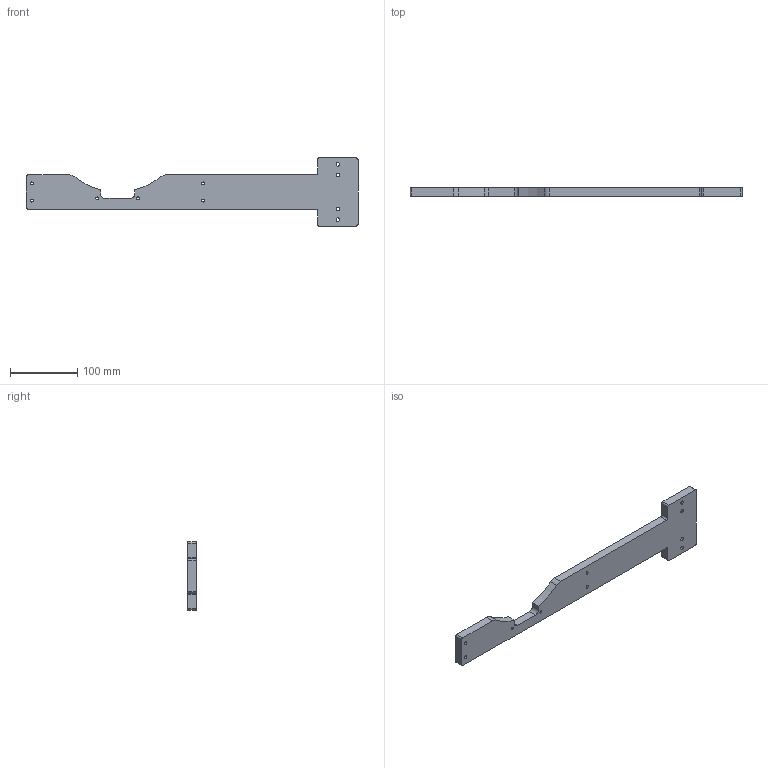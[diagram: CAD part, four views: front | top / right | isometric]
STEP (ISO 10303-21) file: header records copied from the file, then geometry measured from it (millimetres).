
FILE_DESCRIPTION(/* description */ (''),/* implementation_level */ '2;1');
FILE_NAME(/* name */ 'Master Assembly v1.step',/* time_stamp */ '2023-11-04T17:19:48+02:00',/* author */ (''),/* organization */ (''),/* preprocessor_version */ 'ST-DEVELOPER v20',/* originating_system */ 'Autodesk Translation Framework v12.14.0.127',/* authorisation */ '');
FILE_SCHEMA (('AUTOMOTIVE_DESIGN { 1 0 10303 214 3 1 1 }'));
Length unit declared in the file: millimetre
Products named in the file (3): Master Assembly; Bases; V3 Mount
Assembly tree (2 placements, depth 3):
  Master Assembly
    Bases
      V3 Mount
Bounding box: 495.3 x 12.7 x 101.6 mm (x, y, z)
Volume: 319693.8 mm3; surface area: 67701.3 mm2
Topology: 1 solids, 1 shells, 42 faces, 116 edges, 76 vertices
Faces by surface type: cylinder 26, plane 14, cone 2
Full cylindrical faces by diameter (mm): 4.234 x2, 4.496 x4, 5.309 x4, 5.499 x2
Entity records: 1476 total; most frequent: DIRECTION 262, CARTESIAN_POINT 239, ORIENTED_EDGE 232, EDGE_CURVE 116, AXIS2_PLACEMENT_3D 99, VERTEX_POINT 76, LINE 64, VECTOR 64
